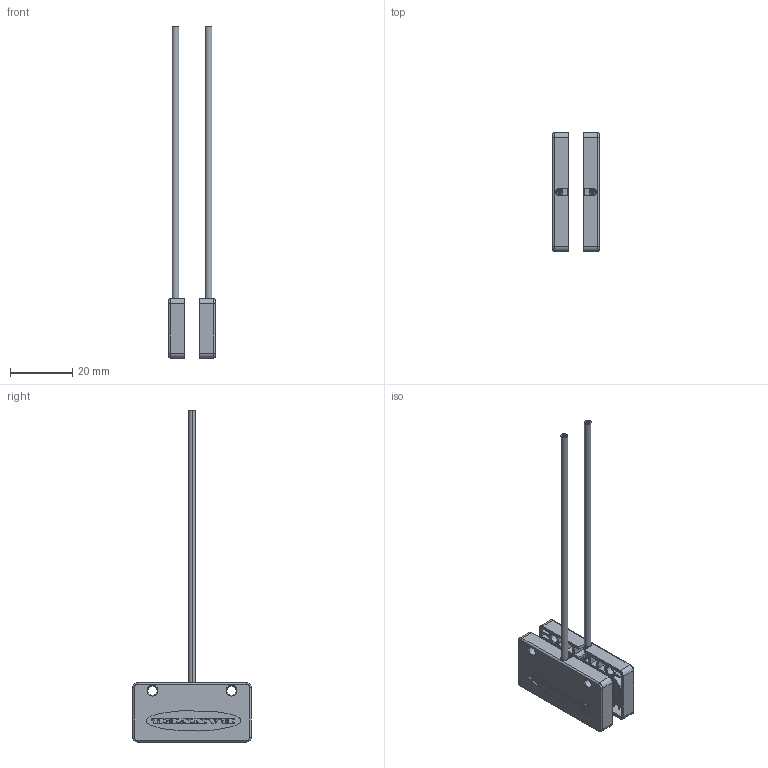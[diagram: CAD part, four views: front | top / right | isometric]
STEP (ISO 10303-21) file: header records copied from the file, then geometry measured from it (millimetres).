
FILE_DESCRIPTION((''),'2;1');
FILE_NAME('192783_ASM','2016-02-09T',('pdmadmin'),(''),'PRO/ENGINEER BY PARAMETRIC TECHNOLOGY CORPORATION, 2013230','PRO/ENGINEER BY PARAMETRIC TECHNOLOGY CORPORATION, 2013230','');
FILE_SCHEMA(('CONFIG_CONTROL_DESIGN'));
Products named in the file (6): 115803; 10143; 115804; FIBER_CORE_010_0-25; 71858_ASM; 192783_ASM
Assembly tree (37 placements, depth 3):
  192783_ASM
    71858_ASM
      115803
      10143  x2
      115804
      FIBER_CORE_010_0-25  x32
Bounding box: 15 x 38.1 x 106.71 mm (x, y, z)
Volume: 3320.6 mm3; surface area: 10060.9 mm2
Topology: 50 solids, 50 shells, 1407 faces, 3621 edges, 2384 vertices
Faces by surface type: plane 899, cylinder 448, torus 26, cone 16, extrusion 14, sphere 2, bspline 2
Entity records: 38948 total; most frequent: CARTESIAN_POINT 7438, ORIENTED_EDGE 6534, DIRECTION 6465, EDGE_CURVE 3267, VECTOR 2443, LINE 2429, VERTEX_POINT 2148, AXIS2_PLACEMENT_3D 2011
